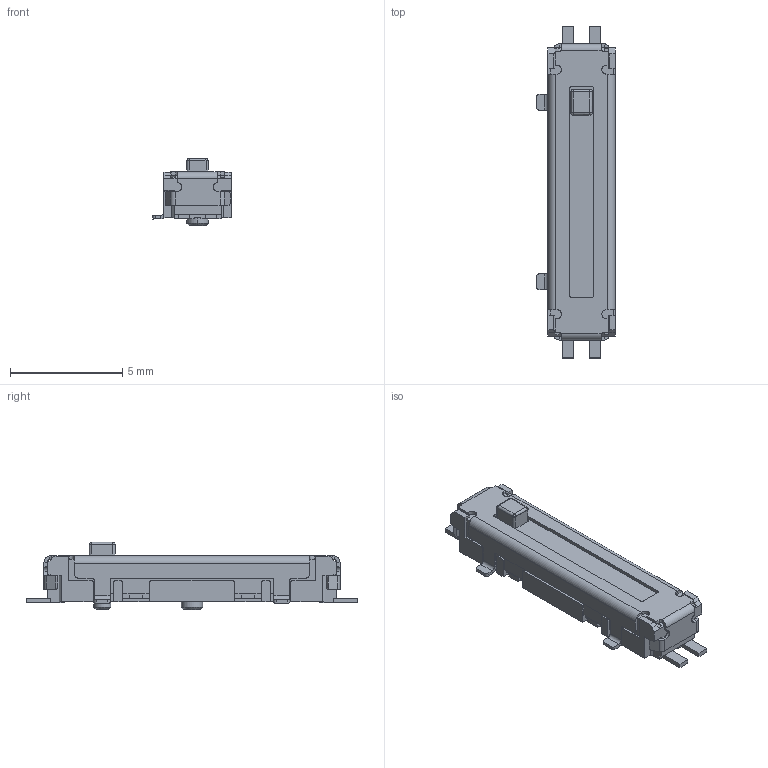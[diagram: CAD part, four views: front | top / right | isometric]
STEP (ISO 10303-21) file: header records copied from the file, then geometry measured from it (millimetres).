
FILE_DESCRIPTION(('FreeCAD Model'),'2;1');
FILE_NAME('AlpsAlpine_RS08U111Z001.step', '2019-10-13T01:52:32',('Author'),(''), 'Open CASCADE STEP processor 7.3','FreeCAD','Unknown');
FILE_SCHEMA(('AUTOMOTIVE_DESIGN { 1 0 10303 214 1 1 1 1 }'));
Length unit declared in the file: millimetre
Products named in the file (1): RS08U111Z001
Bounding box: 3.5 x 14.8 x 3 mm (x, y, z)
Volume: 75.8 mm3; surface area: 183.7 mm2
Topology: 1 solids, 1 shells, 517 faces, 1435 edges, 922 vertices
Faces by surface type: plane 377, cylinder 124, cone 12, bspline 4
Entity records: 41284 total; most frequent: CARTESIAN_POINT 9240, DIRECTION 5268, LINE 3620, VECTOR 3620, ORIENTED_EDGE 2862, PCURVE 2862, DEFINITIONAL_REPRESENTATION 2862, EDGE_CURVE 1431
